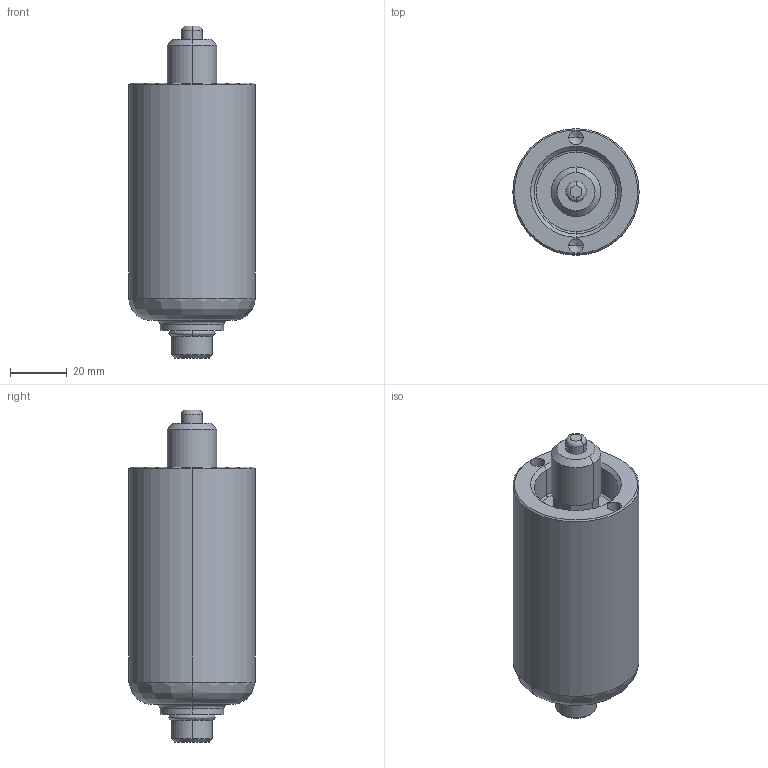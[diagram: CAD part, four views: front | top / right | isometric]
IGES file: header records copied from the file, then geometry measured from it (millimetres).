
Start section:  PTC IGES file: ilc10101401.igs
Global section: file name: ilc10101401.igs; native system: Pro/ENGINEER by Parametric Technology Corporation; preprocessor: 2007460; author: jdw; organization: Unknown; date: 20130205.151711; units: inch
Bounding box: 44.45 x 44.45 x 116.79 mm (x, y, z)
Surface area: 18033.4 mm2 (no closed solid volume)
Topology: 0 solids, 0 shells, 61 faces, 252 edges, 248 vertices
Faces by surface type: revolution 46, bspline 15
